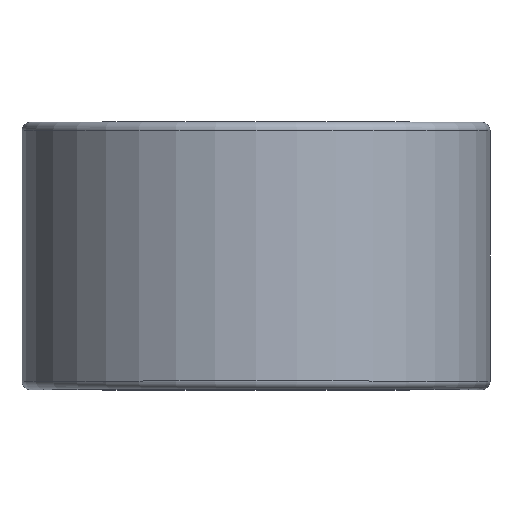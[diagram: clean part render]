
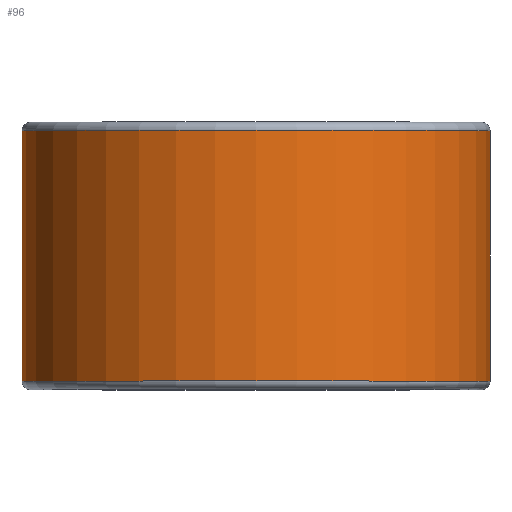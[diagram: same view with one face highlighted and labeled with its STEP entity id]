
A CAD part, top view. The second image highlights one B-rep face of the part: STEP entity #96.
In plain terms, the highlighted cylindrical face has radius 7 mm (diameter 14 mm), a full revolution.
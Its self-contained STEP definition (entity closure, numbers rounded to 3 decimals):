
#19=LINE('',#178,#21);
#21=VECTOR('',#145,7.);
#23=CYLINDRICAL_SURFACE('',#120,7.);
#26=FACE_OUTER_BOUND('',#32,.T.);
#32=EDGE_LOOP('',(#74,#75,#76,#77,#78,#79));
#41=CIRCLE('',#118,7.);
#42=CIRCLE('',#119,7.);
#43=CIRCLE('',#121,7.);
#44=CIRCLE('',#122,7.);
#50=VERTEX_POINT('',#171);
#51=VERTEX_POINT('',#173);
#52=VERTEX_POINT('',#177);
#53=VERTEX_POINT('',#179);
#59=EDGE_CURVE('',#50,#51,#41,.T.);
#60=EDGE_CURVE('',#51,#50,#42,.T.);
#61=EDGE_CURVE('',#51,#52,#19,.T.);
#62=EDGE_CURVE('',#53,#52,#43,.T.);
#63=EDGE_CURVE('',#52,#53,#44,.T.);
#74=ORIENTED_EDGE('',*,*,#60,.F.);
#75=ORIENTED_EDGE('',*,*,#61,.T.);
#76=ORIENTED_EDGE('',*,*,#62,.F.);
#77=ORIENTED_EDGE('',*,*,#63,.F.);
#78=ORIENTED_EDGE('',*,*,#61,.F.);
#79=ORIENTED_EDGE('',*,*,#59,.F.);
#96=ADVANCED_FACE('',(#26),#23,.T.);
#118=AXIS2_PLACEMENT_3D('',#174,#139,#140);
#119=AXIS2_PLACEMENT_3D('',#175,#141,#142);
#120=AXIS2_PLACEMENT_3D('',#176,#143,#144);
#121=AXIS2_PLACEMENT_3D('',#180,#146,#147);
#122=AXIS2_PLACEMENT_3D('',#181,#148,#149);
#139=DIRECTION('center_axis',(0.,1.,0.));
#140=DIRECTION('ref_axis',(1.,0.,0.));
#141=DIRECTION('center_axis',(0.,1.,0.));
#142=DIRECTION('ref_axis',(1.,0.,0.));
#143=DIRECTION('center_axis',(0.,1.,0.));
#144=DIRECTION('ref_axis',(1.,0.,0.));
#145=DIRECTION('',(0.,-1.,0.));
#146=DIRECTION('center_axis',(0.,-1.,0.));
#147=DIRECTION('ref_axis',(1.,0.,0.));
#148=DIRECTION('center_axis',(0.,-1.,0.));
#149=DIRECTION('ref_axis',(1.,0.,0.));
#171=CARTESIAN_POINT('',(0.,3.75,0.));
#173=CARTESIAN_POINT('',(-7.,3.75,7.));
#174=CARTESIAN_POINT('Origin',(0.,3.75,7.));
#175=CARTESIAN_POINT('Origin',(0.,3.75,7.));
#176=CARTESIAN_POINT('Origin',(0.,0.,7.));
#177=CARTESIAN_POINT('',(-7.,-3.75,7.));
#178=CARTESIAN_POINT('',(-7.,0.,7.));
#179=CARTESIAN_POINT('',(0.,-3.75,14.));
#180=CARTESIAN_POINT('Origin',(0.,-3.75,7.));
#181=CARTESIAN_POINT('Origin',(0.,-3.75,7.));
